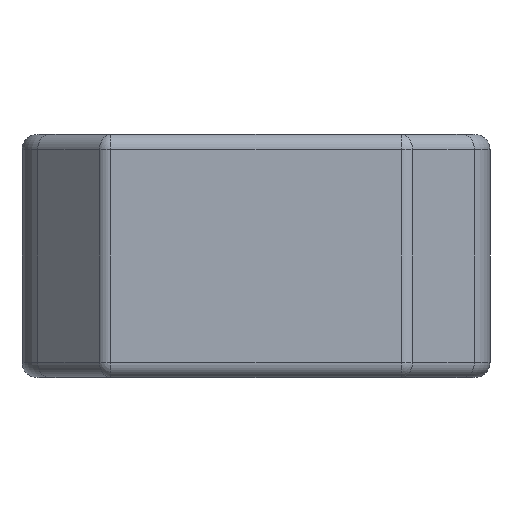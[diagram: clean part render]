
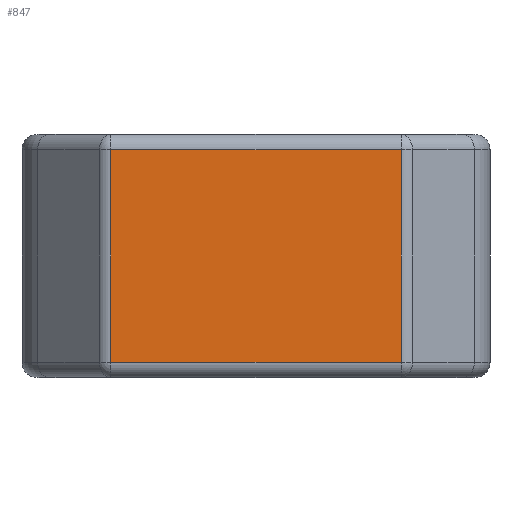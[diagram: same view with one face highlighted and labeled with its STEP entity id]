
A CAD part, front view. The second image highlights one B-rep face of the part: STEP entity #847.
In plain terms, the highlighted planar face has unit normal (0, -1, 0).
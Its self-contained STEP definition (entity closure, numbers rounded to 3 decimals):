
#23 = DIRECTION ( 'NONE',  ( 0., 0., -1. ) ) ;
#53 = DIRECTION ( 'NONE',  ( -1., 0., 0. ) ) ;
#59 = EDGE_CURVE ( 'NONE', #745, #869, #414, .T. ) ;
#72 = CARTESIAN_POINT ( 'NONE',  ( 4.777, -5., 4. ) ) ;
#187 = ORIENTED_EDGE ( 'NONE', *, *, #290, .T. ) ;
#290 = EDGE_CURVE ( 'NONE', #885, #745, #878, .T. ) ;
#361 = EDGE_CURVE ( 'NONE', #381, #885, #462, .T. ) ;
#381 = VERTEX_POINT ( 'NONE', #405 ) ;
#405 = CARTESIAN_POINT ( 'NONE',  ( -4.777, -5., -3.5 ) ) ;
#410 = VECTOR ( 'NONE', #955, 1000. ) ;
#414 = LINE ( 'NONE', #1152, #410 ) ;
#421 = EDGE_LOOP ( 'NONE', ( #1127, #645, #187, #797 ) ) ;
#435 = DIRECTION ( 'NONE',  ( 0., 0., 1. ) ) ;
#462 = LINE ( 'NONE', #815, #538 ) ;
#505 = CARTESIAN_POINT ( 'NONE',  ( -5., -5., 4. ) ) ;
#521 = CARTESIAN_POINT ( 'NONE',  ( 4.777, -5., -3.5 ) ) ;
#538 = VECTOR ( 'NONE', #641, 1000. ) ;
#584 = FACE_OUTER_BOUND ( 'NONE', #421, .T. ) ;
#591 = VECTOR ( 'NONE', #435, 1000. ) ;
#600 = CARTESIAN_POINT ( 'NONE',  ( -4.777, -5., 3.5 ) ) ;
#630 = LINE ( 'NONE', #990, #876 ) ;
#641 = DIRECTION ( 'NONE',  ( 1., 0., 0. ) ) ;
#645 = ORIENTED_EDGE ( 'NONE', *, *, #361, .T. ) ;
#745 = VERTEX_POINT ( 'NONE', #989 ) ;
#797 = ORIENTED_EDGE ( 'NONE', *, *, #59, .T. ) ;
#815 = CARTESIAN_POINT ( 'NONE',  ( 5., -5., -3.5 ) ) ;
#847 = ADVANCED_FACE ( 'NONE', ( #584 ), #1128, .F. ) ;
#859 = DIRECTION ( 'NONE',  ( 0., 1., 0. ) ) ;
#869 = VERTEX_POINT ( 'NONE', #600 ) ;
#876 = VECTOR ( 'NONE', #23, 1000. ) ;
#878 = LINE ( 'NONE', #72, #591 ) ;
#885 = VERTEX_POINT ( 'NONE', #521 ) ;
#955 = DIRECTION ( 'NONE',  ( -1., 0., 0. ) ) ;
#989 = CARTESIAN_POINT ( 'NONE',  ( 4.777, -5., 3.5 ) ) ;
#990 = CARTESIAN_POINT ( 'NONE',  ( -4.777, -5., 4. ) ) ;
#1014 = EDGE_CURVE ( 'NONE', #869, #381, #630, .T. ) ;
#1127 = ORIENTED_EDGE ( 'NONE', *, *, #1014, .T. ) ;
#1128 = PLANE ( 'NONE',  #1140 ) ;
#1140 = AXIS2_PLACEMENT_3D ( 'NONE', #505, #859, #53 ) ;
#1152 = CARTESIAN_POINT ( 'NONE',  ( -5., -5., 3.5 ) ) ;
